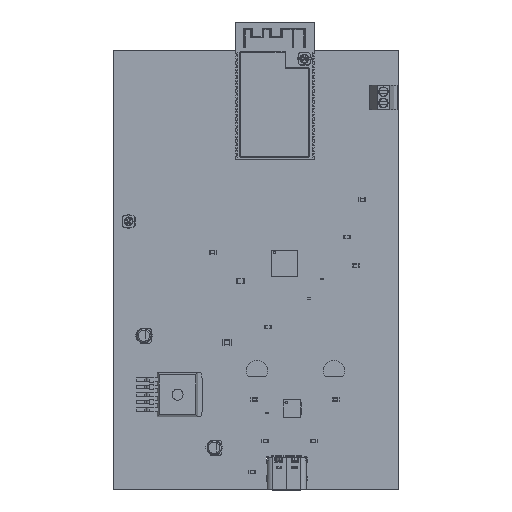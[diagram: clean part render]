
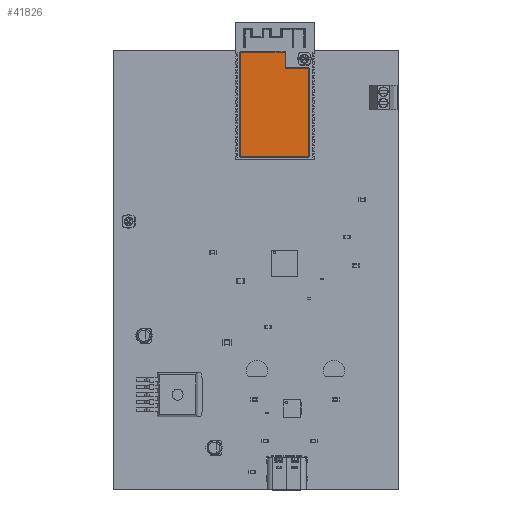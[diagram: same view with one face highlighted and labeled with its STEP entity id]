
A CAD part, top view. The second image highlights one B-rep face of the part: STEP entity #41826.
In plain terms, the highlighted face is planar.
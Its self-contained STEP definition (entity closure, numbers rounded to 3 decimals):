
#41826 = ADVANCED_FACE('',(#41827),#41877,.F.);
#41827 = FACE_BOUND('',#41828,.T.);
#41828 = EDGE_LOOP('',(#41829,#41839,#41847,#41855,#41863,#41871));
#41829 = ORIENTED_EDGE('',*,*,#41830,.T.);
#41830 = EDGE_CURVE('',#41831,#41833,#41835,.T.);
#41831 = VERTEX_POINT('',#41832);
#41832 = CARTESIAN_POINT('',(2.38,3.45,-5.09));
#41833 = VERTEX_POINT('',#41834);
#41834 = CARTESIAN_POINT('',(2.38,3.45,-8.81));
#41835 = LINE('',#41836,#41837);
#41836 = CARTESIAN_POINT('',(2.38,3.45,-5.09));
#41837 = VECTOR('',#41838,1.);
#41838 = DIRECTION('',(-0.,-0.,-1.));
#41839 = ORIENTED_EDGE('',*,*,#41840,.T.);
#41840 = EDGE_CURVE('',#41833,#41841,#41843,.T.);
#41841 = VERTEX_POINT('',#41842);
#41842 = CARTESIAN_POINT('',(-7.77,3.45,-8.81));
#41843 = LINE('',#41844,#41845);
#41844 = CARTESIAN_POINT('',(2.38,3.45,-8.81));
#41845 = VECTOR('',#41846,1.);
#41846 = DIRECTION('',(-1.,0.,0.));
#41847 = ORIENTED_EDGE('',*,*,#41848,.T.);
#41848 = EDGE_CURVE('',#41841,#41849,#41851,.T.);
#41849 = VERTEX_POINT('',#41850);
#41850 = CARTESIAN_POINT('',(-7.77,3.45,14.98));
#41851 = LINE('',#41852,#41853);
#41852 = CARTESIAN_POINT('',(-7.77,3.45,-8.81));
#41853 = VECTOR('',#41854,1.);
#41854 = DIRECTION('',(0.,0.,1.));
#41855 = ORIENTED_EDGE('',*,*,#41856,.T.);
#41856 = EDGE_CURVE('',#41849,#41857,#41859,.T.);
#41857 = VERTEX_POINT('',#41858);
#41858 = CARTESIAN_POINT('',(7.77,3.45,14.98));
#41859 = LINE('',#41860,#41861);
#41860 = CARTESIAN_POINT('',(-7.77,3.45,14.98));
#41861 = VECTOR('',#41862,1.);
#41862 = DIRECTION('',(1.,0.,0.));
#41863 = ORIENTED_EDGE('',*,*,#41864,.T.);
#41864 = EDGE_CURVE('',#41857,#41865,#41867,.T.);
#41865 = VERTEX_POINT('',#41866);
#41866 = CARTESIAN_POINT('',(7.77,3.45,-5.09));
#41867 = LINE('',#41868,#41869);
#41868 = CARTESIAN_POINT('',(7.77,3.45,14.98));
#41869 = VECTOR('',#41870,1.);
#41870 = DIRECTION('',(-0.,-0.,-1.));
#41871 = ORIENTED_EDGE('',*,*,#41872,.T.);
#41872 = EDGE_CURVE('',#41865,#41831,#41873,.T.);
#41873 = LINE('',#41874,#41875);
#41874 = CARTESIAN_POINT('',(7.77,3.45,-5.09));
#41875 = VECTOR('',#41876,1.);
#41876 = DIRECTION('',(-1.,0.,0.));
#41877 = PLANE('',#41878);
#41878 = AXIS2_PLACEMENT_3D('',#41879,#41880,#41881);
#41879 = CARTESIAN_POINT('',(0.,3.45,0.));
#41880 = DIRECTION('',(0.,-1.,0.));
#41881 = DIRECTION('',(0.,0.,-1.));
